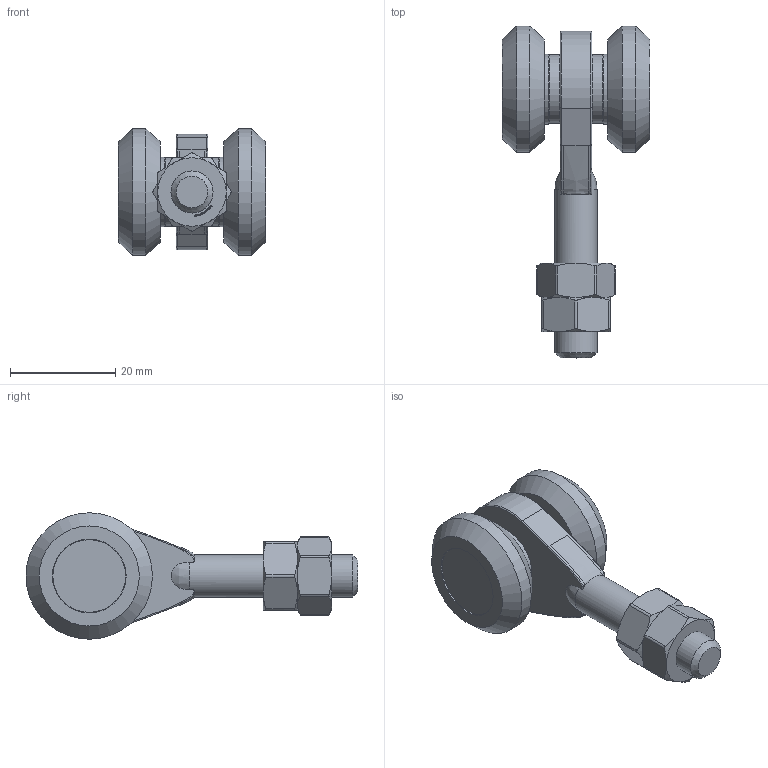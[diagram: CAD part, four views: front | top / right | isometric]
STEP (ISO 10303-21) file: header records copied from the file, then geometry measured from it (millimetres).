
FILE_DESCRIPTION (( 'STEP AP203' ), '1' );
FILE_NAME ('330-N-P.step', '2022-09-01T13:28:41', ( '' ), ( '' ), 'SwSTEP 2.0', 'SolidWorks 2018', '' );
FILE_SCHEMA (( 'CONFIG_CONTROL_DESIGN' ));
Length unit declared in the file: millimetre
Products named in the file (3): DIN 934 M4-M20_DIN 934 M8; 330-X-X Konfig_330-N-P Teil1; 330-N-P
Assembly tree (3 placements, depth 2):
  330-N-P
    330-X-X Konfig_330-N-P Teil1
    DIN 934 M4-M20_DIN 934 M8  x2
Bounding box: 28 x 63 x 24 mm (x, y, z)
Volume: 12972.8 mm3; surface area: 7985.7 mm2
Topology: 7 solids, 7 shells, 818 faces, 2132 edges, 1405 vertices
Faces by surface type: plane 430, bspline 313, cylinder 40, cone 33, torus 2
Full cylindrical faces by diameter (mm): 6.1 x2, 6.2 x4, 6.8 x2, 8 x1, 13 x2, 13.2 x2, 13.8 x2, 14 x2, 24 x2
Entity records: 27883 total; most frequent: CARTESIAN_POINT 15414, ORIENTED_EDGE 2872, DIRECTION 1718, EDGE_CURVE 1436, VERTEX_POINT 962, VECTOR 882, LINE 882, EDGE_LOOP 652
